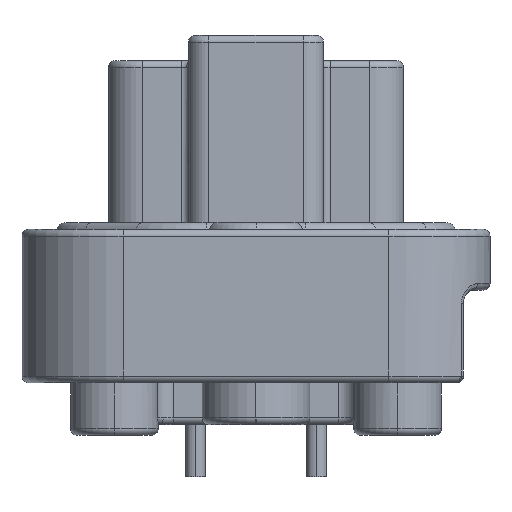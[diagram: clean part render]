
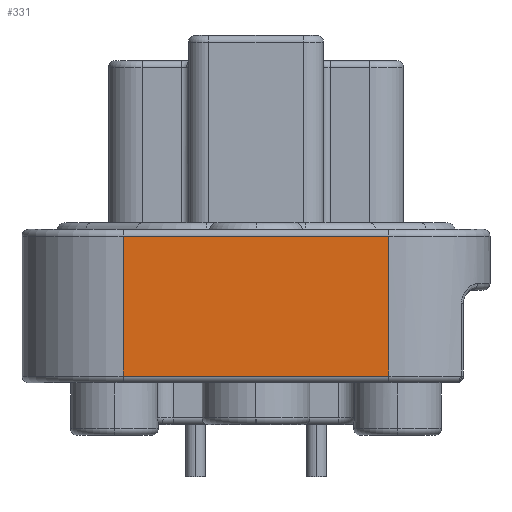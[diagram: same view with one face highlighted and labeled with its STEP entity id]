
A CAD part, left-side view. The second image highlights one B-rep face of the part: STEP entity #331.
In plain terms, the highlighted planar face has unit normal (-1, 0, 0).
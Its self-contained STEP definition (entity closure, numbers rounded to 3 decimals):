
#331=ADVANCED_FACE('',(#1329),#1330,.T.);
#1329=FACE_OUTER_BOUND('',#3148,.T.);
#1330=PLANE('',#3149);
#3148=EDGE_LOOP('',(#6692,#6693,#6694,#6695));
#3149=AXIS2_PLACEMENT_3D('',#6696,#6697,#6698);
#6692=ORIENTED_EDGE('',*,*,#10777,.F.);
#6693=ORIENTED_EDGE('',*,*,#10445,.F.);
#6694=ORIENTED_EDGE('',*,*,#10460,.T.);
#6695=ORIENTED_EDGE('',*,*,#10776,.F.);
#6696=CARTESIAN_POINT('',(-29.604,-10.008,-14.605));
#6697=DIRECTION('',(-1.0,0.0,0.0));
#6698=DIRECTION('',(0.0,0.0,1.0));
#10445=EDGE_CURVE('',#12795,#12797,#12798,.T.);
#10460=EDGE_CURVE('',#12795,#12819,#12820,.T.);
#10776=EDGE_CURVE('',#13306,#12819,#13309,.T.);
#10777=EDGE_CURVE('',#12797,#13306,#13310,.T.);
#12795=VERTEX_POINT('',#16889);
#12797=VERTEX_POINT('',#16891);
#12798=LINE('',#16892,#16893);
#12819=VERTEX_POINT('',#16917);
#12820=LINE('',#16918,#16919);
#13306=VERTEX_POINT('',#17854);
#13309=LINE('',#17857,#17858);
#13310=LINE('',#17859,#17860);
#16889=CARTESIAN_POINT('',(-29.604,10.008,-15.113));
#16891=CARTESIAN_POINT('',(-29.604,-10.008,-15.113));
#16892=CARTESIAN_POINT('',(-29.604,10.008,-15.113));
#16893=VECTOR('',#20948,20.015);
#16917=CARTESIAN_POINT('',(-29.604,10.008,-25.654));
#16918=CARTESIAN_POINT('',(-29.604,10.008,-15.113));
#16919=VECTOR('',#20985,10.541);
#17854=CARTESIAN_POINT('',(-29.604,-10.008,-25.654));
#17857=CARTESIAN_POINT('',(-29.604,-10.008,-25.654));
#17858=VECTOR('',#21605,20.015);
#17859=CARTESIAN_POINT('',(-29.604,-10.008,-15.113));
#17860=VECTOR('',#21606,10.541);
#20948=DIRECTION('',(0.0,-1.0,0.0));
#20985=DIRECTION('',(0.0,0.0,-1.0));
#21605=DIRECTION('',(0.0,1.0,0.0));
#21606=DIRECTION('',(0.0,0.0,-1.0));
